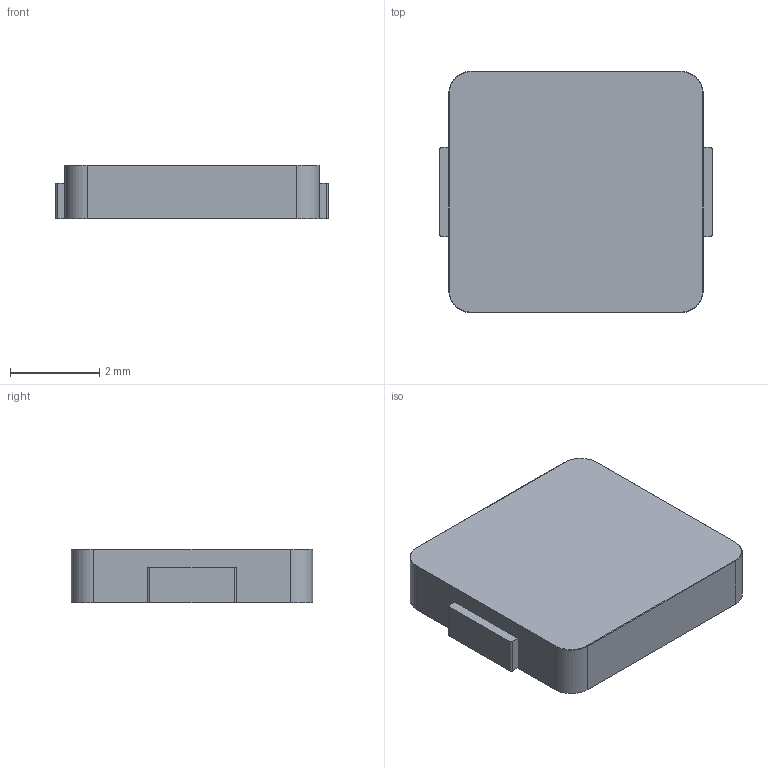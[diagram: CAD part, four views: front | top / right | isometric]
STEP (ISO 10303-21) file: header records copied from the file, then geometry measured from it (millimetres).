
FILE_DESCRIPTION(('Open CASCADE Model'),'2;1');
FILE_NAME('Open CASCADE Shape Model','2021-02-22T23:02:14',('Author'),( 'Open CASCADE'),'Open CASCADE STEP processor 7.4','Open CASCADE 7.4' ,'Unknown');
FILE_SCHEMA(('AUTOMOTIVE_DESIGN { 1 0 10303 214 1 1 1 1 }'));
Length unit declared in the file: millimetre
Products named in the file (7): CQ_assembly; L_Chilisin_BMRx00050512; L_Chilisin_BMRx00050512_part; pin1; pin1_part; pin2; pin2_part
Assembly tree (6 placements, depth 4):
  CQ_assembly
    L_Chilisin_BMRx00050512
      L_Chilisin_BMRx00050512_part
      pin1
        pin1_part
      pin2
        pin2_part
Bounding box: 6.1 x 5.4 x 1.2 mm (x, y, z)
Volume: 40.2 mm3; surface area: 105.2 mm2
Topology: 3 solids, 3 shells, 38 faces, 88 edges, 56 vertices
Faces by surface type: plane 18, cylinder 16, torus 4
Entity records: 2398 total; most frequent: CARTESIAN_POINT 425, DIRECTION 380, LINE 204, VECTOR 204, ORIENTED_EDGE 176, PCURVE 176, DEFINITIONAL_REPRESENTATION 176, EDGE_CURVE 88
